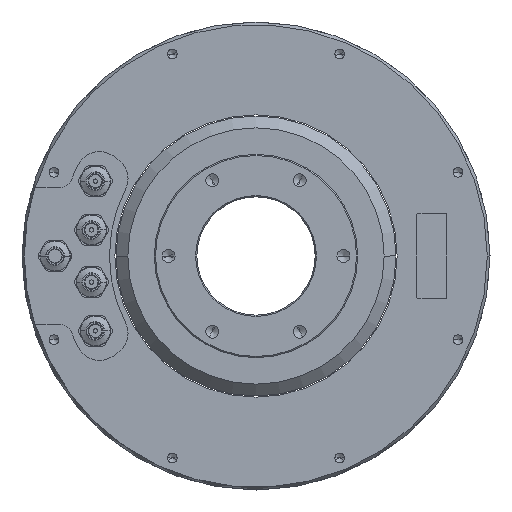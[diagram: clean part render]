
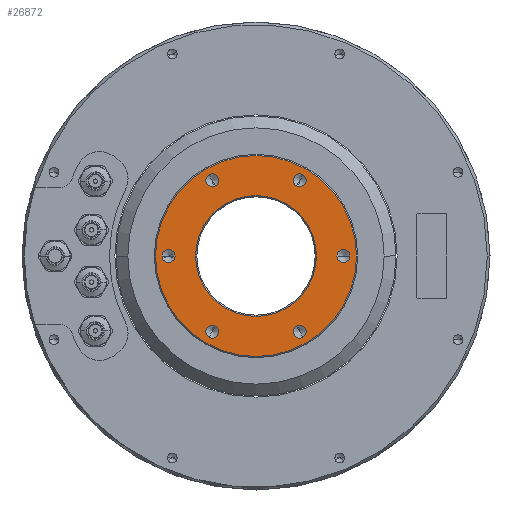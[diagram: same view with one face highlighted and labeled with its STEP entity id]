
A CAD part, left-side view. The second image highlights one B-rep face of the part: STEP entity #26872.
In plain terms, the highlighted planar face has unit normal (-1, 0, 0).
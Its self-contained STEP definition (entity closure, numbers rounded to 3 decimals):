
#26169=CARTESIAN_POINT('',(-43.,0.,
0.));
#26170=DIRECTION('',(1.,0.,0.));
#26171=DIRECTION('',(0.,-1.,0.));
#26172=AXIS2_PLACEMENT_3D('',#26169,#26170,#26171);
#26174=CARTESIAN_POINT('',(-43.,0.,
0.));
#26175=DIRECTION('',(1.,0.,0.));
#26176=DIRECTION('',(0.,0.,-1.));
#26177=AXIS2_PLACEMENT_3D('',#26174,#26175,#26176);
#26179=CARTESIAN_POINT('',(-43.,0.,
0.));
#26180=DIRECTION('',(1.,0.,0.));
#26181=DIRECTION('',(0.,1.,0.));
#26182=AXIS2_PLACEMENT_3D('',#26179,#26180,#26181);
#26184=CARTESIAN_POINT('',(-43.,0.,
0.));
#26185=DIRECTION('',(1.,0.,0.));
#26186=DIRECTION('',(0.,0.,1.));
#26187=AXIS2_PLACEMENT_3D('',#26184,#26185,#26186);
#26189=CARTESIAN_POINT('',(-43.,0.,0.));
#26190=DIRECTION('',(-1.,0.,0.));
#26191=DIRECTION('',(0.,-1.,0.));
#26192=AXIS2_PLACEMENT_3D('',#26189,#26190,#26191);
#26194=CARTESIAN_POINT('',(-43.,0.,0.));
#26195=DIRECTION('',(-1.,0.,0.));
#26196=DIRECTION('',(0.,1.,0.));
#26197=AXIS2_PLACEMENT_3D('',#26194,#26195,#26196);
#26199=CARTESIAN_POINT('',(-43.,37.,0.));
#26200=DIRECTION('',(-1.,0.,0.));
#26201=DIRECTION('',(0.,1.,0.));
#26202=AXIS2_PLACEMENT_3D('',#26199,#26200,#26201);
#26204=CARTESIAN_POINT('',(-43.,37.,0.));
#26205=DIRECTION('',(-1.,0.,0.));
#26206=DIRECTION('',(0.,-1.,0.));
#26207=AXIS2_PLACEMENT_3D('',#26204,#26205,#26206);
#26209=CARTESIAN_POINT('',(-43.,18.5,-32.043));
#26210=DIRECTION('',(-1.,0.,0.));
#26211=DIRECTION('',(0.,0.5,-0.866));
#26212=AXIS2_PLACEMENT_3D('',#26209,#26210,#26211);
#26214=CARTESIAN_POINT('',(-43.,18.5,-32.043));
#26215=DIRECTION('',(-1.,0.,0.));
#26216=DIRECTION('',(0.,-0.5,0.866));
#26217=AXIS2_PLACEMENT_3D('',#26214,#26215,#26216);
#26219=CARTESIAN_POINT('',(-43.,-18.5,-32.043));
#26220=DIRECTION('',(-1.,0.,0.));
#26221=DIRECTION('',(0.,-0.5,-0.866));
#26222=AXIS2_PLACEMENT_3D('',#26219,#26220,#26221);
#26224=CARTESIAN_POINT('',(-43.,-18.5,-32.043));
#26225=DIRECTION('',(-1.,0.,0.));
#26226=DIRECTION('',(0.,0.5,0.866));
#26227=AXIS2_PLACEMENT_3D('',#26224,#26225,#26226);
#26229=CARTESIAN_POINT('',(-43.,-37.,0.));
#26230=DIRECTION('',(-1.,0.,0.));
#26231=DIRECTION('',(0.,-1.,0.));
#26232=AXIS2_PLACEMENT_3D('',#26229,#26230,#26231);
#26234=CARTESIAN_POINT('',(-43.,-37.,0.));
#26235=DIRECTION('',(-1.,0.,0.));
#26236=DIRECTION('',(0.,1.,0.));
#26237=AXIS2_PLACEMENT_3D('',#26234,#26235,#26236);
#26239=CARTESIAN_POINT('',(-43.,-18.5,32.043));
#26240=DIRECTION('',(-1.,0.,0.));
#26241=DIRECTION('',(0.,-0.5,0.866));
#26242=AXIS2_PLACEMENT_3D('',#26239,#26240,#26241);
#26244=CARTESIAN_POINT('',(-43.,-18.5,32.043));
#26245=DIRECTION('',(-1.,0.,0.));
#26246=DIRECTION('',(0.,0.5,-0.866));
#26247=AXIS2_PLACEMENT_3D('',#26244,#26245,#26246);
#26249=CARTESIAN_POINT('',(-43.,18.5,32.043));
#26250=DIRECTION('',(-1.,0.,0.));
#26251=DIRECTION('',(0.,0.5,0.866));
#26252=AXIS2_PLACEMENT_3D('',#26249,#26250,#26251);
#26254=CARTESIAN_POINT('',(-43.,18.5,32.043));
#26255=DIRECTION('',(-1.,0.,0.));
#26256=DIRECTION('',(0.,-0.5,-0.866));
#26257=AXIS2_PLACEMENT_3D('',#26254,#26255,#26256);
#26679=CARTESIAN_POINT('',(-43.,-42.5,
0.));
#26680=CARTESIAN_POINT('',(-43.,0.,
-42.5));
#26681=VERTEX_POINT('',#26679);
#26682=VERTEX_POINT('',#26680);
#26683=CARTESIAN_POINT('',(-43.,42.5,
0.));
#26684=VERTEX_POINT('',#26683);
#26685=CARTESIAN_POINT('',(-43.,0.,
42.5));
#26686=VERTEX_POINT('',#26685);
#26687=CARTESIAN_POINT('',(-43.,-25.577,0.));
#26688=CARTESIAN_POINT('',(-43.,25.577,0.));
#26689=VERTEX_POINT('',#26687);
#26690=VERTEX_POINT('',#26688);
#26691=CARTESIAN_POINT('',(-43.,39.75,0.));
#26692=CARTESIAN_POINT('',(-43.,34.25,0.));
#26693=VERTEX_POINT('',#26691);
#26694=VERTEX_POINT('',#26692);
#26695=CARTESIAN_POINT('',(-43.,19.875,-34.425));
#26696=CARTESIAN_POINT('',(-43.,17.125,-29.661));
#26697=VERTEX_POINT('',#26695);
#26698=VERTEX_POINT('',#26696);
#26699=CARTESIAN_POINT('',(-43.,-19.875,-34.425));
#26700=CARTESIAN_POINT('',(-43.,-17.125,-29.661));
#26701=VERTEX_POINT('',#26699);
#26702=VERTEX_POINT('',#26700);
#26703=CARTESIAN_POINT('',(-43.,-39.75,0.));
#26704=CARTESIAN_POINT('',(-43.,-34.25,0.));
#26705=VERTEX_POINT('',#26703);
#26706=VERTEX_POINT('',#26704);
#26707=CARTESIAN_POINT('',(-43.,-19.875,34.425));
#26708=CARTESIAN_POINT('',(-43.,-17.125,29.661));
#26709=VERTEX_POINT('',#26707);
#26710=VERTEX_POINT('',#26708);
#26711=CARTESIAN_POINT('',(-43.,19.875,34.425));
#26712=CARTESIAN_POINT('',(-43.,17.125,29.661));
#26713=VERTEX_POINT('',#26711);
#26714=VERTEX_POINT('',#26712);
#26815=CARTESIAN_POINT('',(-43.,0.,0.));
#26816=DIRECTION('',(1.,0.,0.));
#26817=DIRECTION('',(0.,-1.,0.));
#26818=AXIS2_PLACEMENT_3D('',#26815,#26816,#26817);
#26819=PLANE('',#26818);
#26821=ORIENTED_EDGE('',*,*,#26820,.T.);
#26823=ORIENTED_EDGE('',*,*,#26822,.T.);
#26825=ORIENTED_EDGE('',*,*,#26824,.T.);
#26827=ORIENTED_EDGE('',*,*,#26826,.T.);
#26828=EDGE_LOOP('',(#26821,#26823,#26825,#26827));
#26829=FACE_OUTER_BOUND('',#26828,.F.);
#26831=ORIENTED_EDGE('',*,*,#26830,.T.);
#26833=ORIENTED_EDGE('',*,*,#26832,.T.);
#26834=EDGE_LOOP('',(#26831,#26833));
#26835=FACE_BOUND('',#26834,.F.);
#26837=ORIENTED_EDGE('',*,*,#26836,.T.);
#26839=ORIENTED_EDGE('',*,*,#26838,.T.);
#26840=EDGE_LOOP('',(#26837,#26839));
#26841=FACE_BOUND('',#26840,.F.);
#26843=ORIENTED_EDGE('',*,*,#26842,.T.);
#26845=ORIENTED_EDGE('',*,*,#26844,.T.);
#26846=EDGE_LOOP('',(#26843,#26845));
#26847=FACE_BOUND('',#26846,.F.);
#26849=ORIENTED_EDGE('',*,*,#26848,.T.);
#26851=ORIENTED_EDGE('',*,*,#26850,.T.);
#26852=EDGE_LOOP('',(#26849,#26851));
#26853=FACE_BOUND('',#26852,.F.);
#26855=ORIENTED_EDGE('',*,*,#26854,.T.);
#26857=ORIENTED_EDGE('',*,*,#26856,.T.);
#26858=EDGE_LOOP('',(#26855,#26857));
#26859=FACE_BOUND('',#26858,.F.);
#26861=ORIENTED_EDGE('',*,*,#26860,.T.);
#26863=ORIENTED_EDGE('',*,*,#26862,.T.);
#26864=EDGE_LOOP('',(#26861,#26863));
#26865=FACE_BOUND('',#26864,.F.);
#26867=ORIENTED_EDGE('',*,*,#26866,.T.);
#26869=ORIENTED_EDGE('',*,*,#26868,.T.);
#26870=EDGE_LOOP('',(#26867,#26869));
#26871=FACE_BOUND('',#26870,.F.);
#26173=CIRCLE('',#26172,42.5);
#26178=CIRCLE('',#26177,42.5);
#26183=CIRCLE('',#26182,42.5);
#26188=CIRCLE('',#26187,42.5);
#26193=CIRCLE('',#26192,25.577);
#26198=CIRCLE('',#26197,25.577);
#26203=CIRCLE('',#26202,2.75);
#26208=CIRCLE('',#26207,2.75);
#26213=CIRCLE('',#26212,2.75);
#26218=CIRCLE('',#26217,2.75);
#26223=CIRCLE('',#26222,2.75);
#26228=CIRCLE('',#26227,2.75);
#26233=CIRCLE('',#26232,2.75);
#26238=CIRCLE('',#26237,2.75);
#26243=CIRCLE('',#26242,2.75);
#26248=CIRCLE('',#26247,2.75);
#26253=CIRCLE('',#26252,2.75);
#26258=CIRCLE('',#26257,2.75);
#26820=EDGE_CURVE('',#26681,#26682,#26173,.T.);
#26822=EDGE_CURVE('',#26682,#26684,#26178,.T.);
#26824=EDGE_CURVE('',#26684,#26686,#26183,.T.);
#26826=EDGE_CURVE('',#26686,#26681,#26188,.T.);
#26830=EDGE_CURVE('',#26689,#26690,#26193,.T.);
#26832=EDGE_CURVE('',#26690,#26689,#26198,.T.);
#26836=EDGE_CURVE('',#26693,#26694,#26203,.T.);
#26838=EDGE_CURVE('',#26694,#26693,#26208,.T.);
#26842=EDGE_CURVE('',#26697,#26698,#26213,.T.);
#26844=EDGE_CURVE('',#26698,#26697,#26218,.T.);
#26848=EDGE_CURVE('',#26701,#26702,#26223,.T.);
#26850=EDGE_CURVE('',#26702,#26701,#26228,.T.);
#26854=EDGE_CURVE('',#26705,#26706,#26233,.T.);
#26856=EDGE_CURVE('',#26706,#26705,#26238,.T.);
#26860=EDGE_CURVE('',#26709,#26710,#26243,.T.);
#26862=EDGE_CURVE('',#26710,#26709,#26248,.T.);
#26866=EDGE_CURVE('',#26713,#26714,#26253,.T.);
#26868=EDGE_CURVE('',#26714,#26713,#26258,.T.);
#26872=ADVANCED_FACE('',(#26829,#26835,#26841,#26847,#26853,#26859,#26865,
#26871),#26819,.F.);
